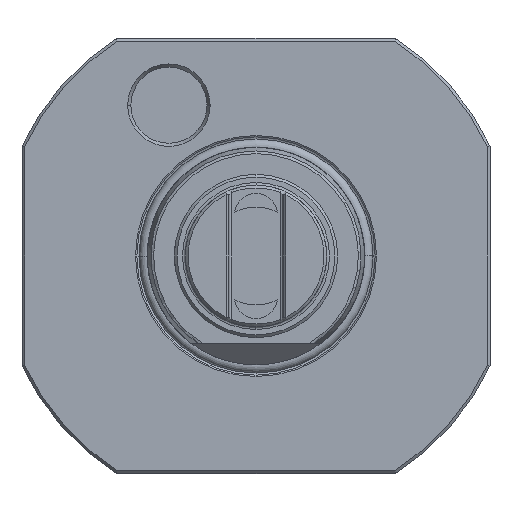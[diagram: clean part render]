
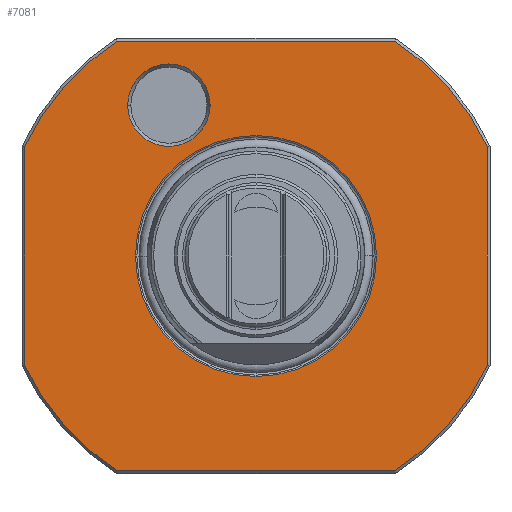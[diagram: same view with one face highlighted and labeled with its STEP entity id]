
A CAD part, left-side view. The second image highlights one B-rep face of the part: STEP entity #7081.
In plain terms, the highlighted planar face has unit normal (-1, 0, 0).
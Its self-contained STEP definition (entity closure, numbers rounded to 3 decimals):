
#235=CARTESIAN_POINT('',(-76.,0.,0.));
#236=DIRECTION('',(1.,0.,0.));
#237=DIRECTION('',(0.,-0.904,-0.427));
#238=AXIS2_PLACEMENT_3D('',#235,#236,#237);
#240=DIRECTION('',(0.,-1.,0.));
#241=VECTOR('',#240,50.942);
#242=CARTESIAN_POINT('',(-76.,25.471,-39.5));
#243=LINE('',#242,#241);
#244=CARTESIAN_POINT('',(-76.,0.,0.));
#245=DIRECTION('',(1.,0.,0.));
#246=DIRECTION('',(0.,0.542,-0.84));
#247=AXIS2_PLACEMENT_3D('',#244,#245,#246);
#249=DIRECTION('',(0.,0.,-1.));
#250=VECTOR('',#249,40.138);
#251=CARTESIAN_POINT('',(-76.,42.5,20.069));
#252=LINE('',#251,#250);
#253=CARTESIAN_POINT('',(-76.,0.,0.));
#254=DIRECTION('',(1.,0.,0.));
#255=DIRECTION('',(0.,0.904,0.427));
#256=AXIS2_PLACEMENT_3D('',#253,#254,#255);
#258=DIRECTION('',(0.,1.,0.));
#259=VECTOR('',#258,50.942);
#260=CARTESIAN_POINT('',(-76.,-25.471,39.5));
#261=LINE('',#260,#259);
#262=CARTESIAN_POINT('',(-76.,0.,0.));
#263=DIRECTION('',(1.,0.,0.));
#264=DIRECTION('',(0.,-0.542,0.84));
#265=AXIS2_PLACEMENT_3D('',#262,#263,#264);
#267=DIRECTION('',(0.,0.,1.));
#268=VECTOR('',#267,40.138);
#269=CARTESIAN_POINT('',(-76.,-42.5,
-20.069));
#270=LINE('',#269,#268);
#271=CARTESIAN_POINT('',(-76.,0.,0.));
#272=DIRECTION('',(1.,0.,0.));
#273=DIRECTION('',(0.,-1.,0.));
#274=AXIS2_PLACEMENT_3D('',#271,#272,#273);
#276=CARTESIAN_POINT('',(-76.,0.,0.));
#277=DIRECTION('',(1.,0.,0.));
#278=DIRECTION('',(0.,1.,0.));
#279=AXIS2_PLACEMENT_3D('',#276,#277,#278);
#281=CARTESIAN_POINT('',(-76.,16.,27.713));
#282=DIRECTION('',(1.,0.,0.));
#283=DIRECTION('',(0.,-1.,0.));
#284=AXIS2_PLACEMENT_3D('',#281,#282,#283);
#286=CARTESIAN_POINT('',(-76.,16.,27.713));
#287=DIRECTION('',(1.,0.,0.));
#288=DIRECTION('',(0.,1.,0.));
#289=AXIS2_PLACEMENT_3D('',#286,#287,#288);
#6233=CARTESIAN_POINT('',(-76.,-22.15,0.));
#6234=CARTESIAN_POINT('',(-76.,22.15,0.));
#6235=VERTEX_POINT('',#6233);
#6236=VERTEX_POINT('',#6234);
#6237=CARTESIAN_POINT('',(-76.,8.423,27.713));
#6238=CARTESIAN_POINT('',(-76.,23.577,27.713));
#6239=VERTEX_POINT('',#6237);
#6240=VERTEX_POINT('',#6238);
#6241=CARTESIAN_POINT('',(-76.,-42.5,-20.07));
#6242=CARTESIAN_POINT('',(-76.,-25.471,-39.5));
#6243=VERTEX_POINT('',#6241);
#6244=VERTEX_POINT('',#6242);
#6249=CARTESIAN_POINT('',(-76.,-25.471,39.5));
#6250=CARTESIAN_POINT('',(-76.,-42.5,20.07));
#6251=VERTEX_POINT('',#6249);
#6252=VERTEX_POINT('',#6250);
#6273=CARTESIAN_POINT('',(-76.,42.5,20.07));
#6274=CARTESIAN_POINT('',(-76.,25.471,39.5));
#6275=VERTEX_POINT('',#6273);
#6276=VERTEX_POINT('',#6274);
#6281=CARTESIAN_POINT('',(-76.,25.471,-39.5));
#6282=CARTESIAN_POINT('',(-76.,42.5,-20.07));
#6283=VERTEX_POINT('',#6281);
#6284=VERTEX_POINT('',#6282);
#7047=CARTESIAN_POINT('',(-76.,0.,0.));
#7048=DIRECTION('',(-1.,0.,0.));
#7049=DIRECTION('',(0.,1.,0.));
#7050=AXIS2_PLACEMENT_3D('',#7047,#7048,#7049);
#7051=PLANE('',#7050);
#7053=ORIENTED_EDGE('',*,*,#7052,.T.);
#7055=ORIENTED_EDGE('',*,*,#7054,.F.);
#7057=ORIENTED_EDGE('',*,*,#7056,.T.);
#7059=ORIENTED_EDGE('',*,*,#7058,.F.);
#7061=ORIENTED_EDGE('',*,*,#7060,.T.);
#7063=ORIENTED_EDGE('',*,*,#7062,.F.);
#7064=ORIENTED_EDGE('',*,*,#7037,.T.);
#7066=ORIENTED_EDGE('',*,*,#7065,.F.);
#7067=EDGE_LOOP('',(#7053,#7055,#7057,#7059,#7061,#7063,#7064,#7066));
#7068=FACE_OUTER_BOUND('',#7067,.F.);
#7070=ORIENTED_EDGE('',*,*,#7069,.F.);
#7072=ORIENTED_EDGE('',*,*,#7071,.F.);
#7073=EDGE_LOOP('',(#7070,#7072));
#7074=FACE_BOUND('',#7073,.F.);
#7076=ORIENTED_EDGE('',*,*,#7075,.F.);
#7078=ORIENTED_EDGE('',*,*,#7077,.F.);
#7079=EDGE_LOOP('',(#7076,#7078));
#7080=FACE_BOUND('',#7079,.F.);
#239=CIRCLE('',#238,47.001);
#248=CIRCLE('',#247,47.001);
#257=CIRCLE('',#256,47.001);
#266=CIRCLE('',#265,47.001);
#275=CIRCLE('',#274,22.15);
#280=CIRCLE('',#279,22.15);
#285=CIRCLE('',#284,7.577);
#290=CIRCLE('',#289,7.577);
#7037=EDGE_CURVE('',#6251,#6252,#266,.T.);
#7052=EDGE_CURVE('',#6243,#6244,#239,.T.);
#7054=EDGE_CURVE('',#6283,#6244,#243,.T.);
#7056=EDGE_CURVE('',#6283,#6284,#248,.T.);
#7058=EDGE_CURVE('',#6275,#6284,#252,.T.);
#7060=EDGE_CURVE('',#6275,#6276,#257,.T.);
#7062=EDGE_CURVE('',#6251,#6276,#261,.T.);
#7065=EDGE_CURVE('',#6243,#6252,#270,.T.);
#7069=EDGE_CURVE('',#6235,#6236,#275,.T.);
#7071=EDGE_CURVE('',#6236,#6235,#280,.T.);
#7075=EDGE_CURVE('',#6239,#6240,#285,.T.);
#7077=EDGE_CURVE('',#6240,#6239,#290,.T.);
#7081=ADVANCED_FACE('',(#7068,#7074,#7080),#7051,.T.);
